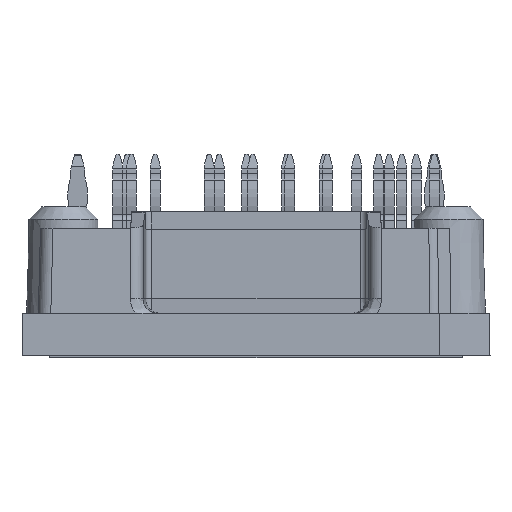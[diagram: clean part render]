
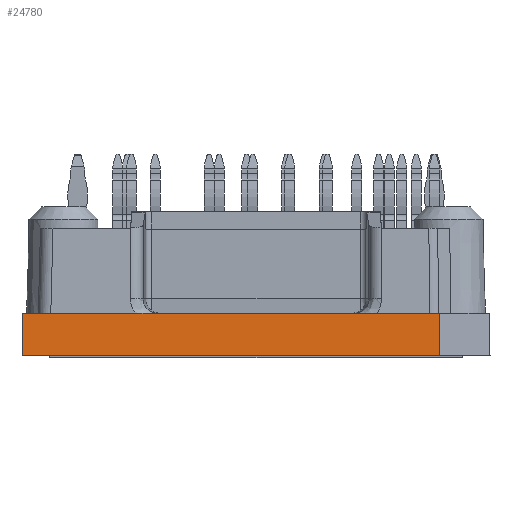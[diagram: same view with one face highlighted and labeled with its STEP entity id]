
A CAD part, left-side view. The second image highlights one B-rep face of the part: STEP entity #24780.
In plain terms, the highlighted planar face has unit normal (-1, 0, 0.018).
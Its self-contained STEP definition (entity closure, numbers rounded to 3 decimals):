
#1848=ORIENTED_EDGE('',*,*,#7106,.T.);
#1849=ORIENTED_EDGE('',*,*,#7107,.F.);
#1850=ORIENTED_EDGE('',*,*,#7104,.T.);
#1851=ORIENTED_EDGE('',*,*,#7057,.T.);
#7057=EDGE_CURVE('',#9621,#9625,#11407,.F.);
#7104=EDGE_CURVE('',#9666,#9621,#11446,.T.);
#7106=EDGE_CURVE('',#9625,#9667,#11448,.F.);
#7107=EDGE_CURVE('',#9666,#9667,#11449,.F.);
#9621=VERTEX_POINT('',#33774);
#9625=VERTEX_POINT('',#33782);
#9666=VERTEX_POINT('',#33878);
#9667=VERTEX_POINT('',#33882);
#11407=LINE('',#33783,#13331);
#11446=LINE('',#33877,#13370);
#11448=LINE('',#33881,#13372);
#11449=LINE('',#33883,#13373);
#13331=VECTOR('',#28288,1000.);
#13370=VECTOR('',#28357,1000.);
#13372=VECTOR('',#28361,1000.);
#13373=VECTOR('',#28362,1000.);
#15076=EDGE_LOOP('',(#1848,#1849,#1850,#1851));
#16164=FACE_BOUND('',#15076,.T.);
#17178=PLANE('',#25929);
#24780=ADVANCED_FACE('',(#16164),#17178,.T.);
#25929=AXIS2_PLACEMENT_3D('',#33880,#28359,#28360);
#28288=DIRECTION('',(0.,1.,0.));
#28357=DIRECTION('',(-0.017,0.017,-1.));
#28359=DIRECTION('',(-1.,0.,0.017));
#28360=DIRECTION('',(0.017,0.,1.));
#28361=DIRECTION('',(-0.017,-0.007,-1.));
#28362=DIRECTION('',(0.,1.,0.));
#33774=CARTESIAN_POINT('',(-41.,18.7,0.));
#33782=CARTESIAN_POINT('',(-41.,-14.7,0.));
#33783=CARTESIAN_POINT('',(-41.,0.,0.));
#33877=CARTESIAN_POINT('',(-40.994,18.694,0.326));
#33878=CARTESIAN_POINT('',(-40.941,18.641,3.4));
#33880=CARTESIAN_POINT('',(-41.,0.,0.));
#33881=CARTESIAN_POINT('',(-40.998,-14.699,0.134));
#33882=CARTESIAN_POINT('',(-40.941,-14.675,3.4));
#33883=CARTESIAN_POINT('',(-40.941,0.,3.4));
